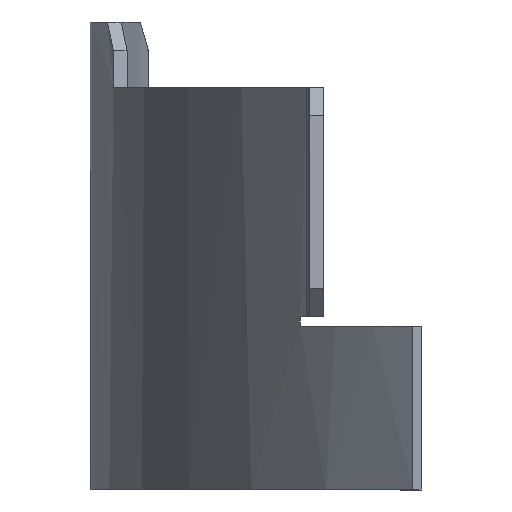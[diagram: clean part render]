
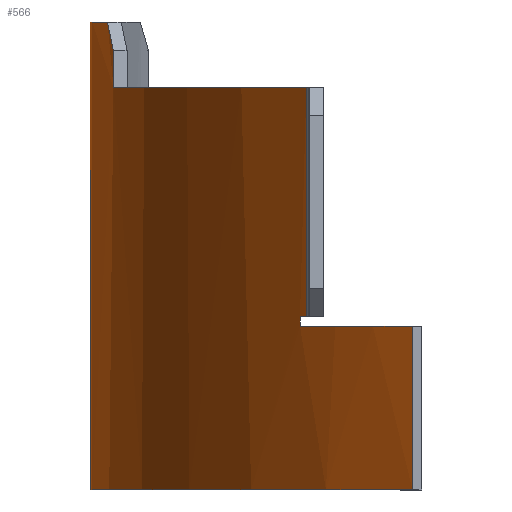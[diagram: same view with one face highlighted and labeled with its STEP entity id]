
A CAD part, left-side view. The second image highlights one B-rep face of the part: STEP entity #566.
In plain terms, the highlighted cylindrical face has radius 100 mm (diameter 200 mm), a partial arc.
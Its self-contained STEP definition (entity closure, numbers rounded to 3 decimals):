
#3 = VERTEX_POINT ( 'NONE', #141 ) ;
#8 = ORIENTED_EDGE ( 'NONE', *, *, #490, .F. ) ;
#11 = ORIENTED_EDGE ( 'NONE', *, *, #793, .T. ) ;
#14 = DIRECTION ( 'NONE',  ( 0., 0., -1. ) ) ;
#16 = LINE ( 'NONE', #472, #677 ) ;
#24 = ORIENTED_EDGE ( 'NONE', *, *, #695, .F. ) ;
#26 = CARTESIAN_POINT ( 'NONE',  ( 0., 0., 0. ) ) ;
#34 = ORIENTED_EDGE ( 'NONE', *, *, #625, .T. ) ;
#38 = AXIS2_PLACEMENT_3D ( 'NONE', #546, #556, #237 ) ;
#40 = AXIS2_PLACEMENT_3D ( 'NONE', #524, #410, #711 ) ;
#43 = EDGE_CURVE ( 'NONE', #544, #325, #106, .T. ) ;
#68 = EDGE_CURVE ( 'NONE', #468, #654, #283, .T. ) ;
#102 = B_SPLINE_CURVE_WITH_KNOTS ( 'NONE', 3,
 ( #146, #400, #597, #395 ),
 .UNSPECIFIED., .F., .F.,
 ( 4, 4 ),
 ( 0., 6. ),
 .UNSPECIFIED. ) ;
#106 = B_SPLINE_CURVE_WITH_KNOTS ( 'NONE', 3,
 ( #322, #320, #586, #512 ),
 .UNSPECIFIED., .F., .F.,
 ( 4, 4 ),
 ( -6., 0. ),
 .UNSPECIFIED. ) ;
#116 = CARTESIAN_POINT ( 'NONE',  ( -75.578, 65.482, 0. ) ) ;
#118 = CARTESIAN_POINT ( 'NONE',  ( -63.196, 77.5, 18. ) ) ;
#123 = ORIENTED_EDGE ( 'NONE', *, *, #401, .T. ) ;
#134 = DIRECTION ( 'NONE',  ( 0., 0., 1. ) ) ;
#141 = CARTESIAN_POINT ( 'NONE',  ( -75.578, 65.482, 17.5 ) ) ;
#146 = CARTESIAN_POINT ( 'NONE',  ( -19.562, 98.068, 50. ) ) ;
#185 = CARTESIAN_POINT ( 'NONE',  ( 30.902, 95.106, 0. ) ) ;
#188 = EDGE_CURVE ( 'NONE', #511, #3, #752, .T. ) ;
#191 = CARTESIAN_POINT ( 'NONE',  ( -64.016, 76.824, 8.75 ) ) ;
#196 = EDGE_CURVE ( 'NONE', #3, #784, #16, .T. ) ;
#205 = VERTEX_POINT ( 'NONE', #722 ) ;
#237 = DIRECTION ( 'NONE',  ( 1., 0., 0. ) ) ;
#252 = ORIENTED_EDGE ( 'NONE', *, *, #43, .F. ) ;
#256 = CARTESIAN_POINT ( 'NONE',  ( 30.902, 95.106, 47. ) ) ;
#269 = CARTESIAN_POINT ( 'NONE',  ( -22.495, 97.437, 43. ) ) ;
#278 = CARTESIAN_POINT ( 'NONE',  ( 0., 0., 50. ) ) ;
#283 = LINE ( 'NONE', #607, #548 ) ;
#286 = EDGE_CURVE ( 'NONE', #758, #468, #102, .T. ) ;
#297 = DIRECTION ( 'NONE',  ( 1., 0., 0. ) ) ;
#306 = DIRECTION ( 'NONE',  ( 0., 0., 1. ) ) ;
#307 = EDGE_LOOP ( 'NONE', ( #745, #696, #123, #11, #757, #24, #518, #606, #479, #252, #8, #34 ) ) ;
#320 = CARTESIAN_POINT ( 'NONE',  ( 29.951, 95.415, 48. ) ) ;
#321 = CARTESIAN_POINT ( 'NONE',  ( -22.495, 97.437, 47. ) ) ;
#322 = CARTESIAN_POINT ( 'NONE',  ( 30.902, 95.106, 47. ) ) ;
#325 = VERTEX_POINT ( 'NONE', #367 ) ;
#334 = DIRECTION ( 'NONE',  ( 1., 0., 0. ) ) ;
#347 = CIRCLE ( 'NONE', #789, 100. ) ;
#356 = DIRECTION ( 'NONE',  ( 0., 0., -1. ) ) ;
#360 = CARTESIAN_POINT ( 'NONE',  ( -64.016, 76.824, 18.5 ) ) ;
#364 = VECTOR ( 'NONE', #437, 1000. ) ;
#366 = CARTESIAN_POINT ( 'NONE',  ( -19.562, 98.068, 50. ) ) ;
#367 = CARTESIAN_POINT ( 'NONE',  ( 28.035, 95.99, 50. ) ) ;
#368 = CARTESIAN_POINT ( 'NONE',  ( 0., 0., 18.5 ) ) ;
#395 = CARTESIAN_POINT ( 'NONE',  ( -22.495, 97.437, 47. ) ) ;
#399 = DIRECTION ( 'NONE',  ( 0., 0., 1. ) ) ;
#400 = CARTESIAN_POINT ( 'NONE',  ( -20.543, 97.872, 49. ) ) ;
#401 = EDGE_CURVE ( 'NONE', #511, #205, #612, .T. ) ;
#407 = VERTEX_POINT ( 'NONE', #360 ) ;
#410 = DIRECTION ( 'NONE',  ( 0., 0., -1. ) ) ;
#421 = DIRECTION ( 'NONE',  ( 0., 0., 1. ) ) ;
#437 = DIRECTION ( 'NONE',  ( 0., 0., 1. ) ) ;
#440 = EDGE_CURVE ( 'NONE', #407, #655, #442, .T. ) ;
#442 = LINE ( 'NONE', #191, #699 ) ;
#452 = DIRECTION ( 'NONE',  ( 1., 0., 0. ) ) ;
#465 = CYLINDRICAL_SURFACE ( 'NONE', #40, 100. ) ;
#468 = VERTEX_POINT ( 'NONE', #321 ) ;
#472 = CARTESIAN_POINT ( 'NONE',  ( -75.578, 65.482, 50. ) ) ;
#479 = ORIENTED_EDGE ( 'NONE', *, *, #687, .F. ) ;
#490 = EDGE_CURVE ( 'NONE', #800, #544, #818, .T. ) ;
#502 = CARTESIAN_POINT ( 'NONE',  ( 30.902, 95.106, 23.5 ) ) ;
#511 = VERTEX_POINT ( 'NONE', #821 ) ;
#512 = CARTESIAN_POINT ( 'NONE',  ( 28.035, 95.99, 50. ) ) ;
#518 = ORIENTED_EDGE ( 'NONE', *, *, #68, .F. ) ;
#524 = CARTESIAN_POINT ( 'NONE',  ( 0., 0., 8.75 ) ) ;
#544 = VERTEX_POINT ( 'NONE', #256 ) ;
#546 = CARTESIAN_POINT ( 'NONE',  ( 0., 0., 43. ) ) ;
#548 = VECTOR ( 'NONE', #14, 1000. ) ;
#556 = DIRECTION ( 'NONE',  ( 0., 0., 1. ) ) ;
#566 = ADVANCED_FACE ( 'NONE', ( #816 ), #465, .T. ) ;
#569 = AXIS2_PLACEMENT_3D ( 'NONE', #715, #667, #334 ) ;
#582 = DIRECTION ( 'NONE',  ( 0., 0., 1. ) ) ;
#583 = VECTOR ( 'NONE', #421, 1000. ) ;
#586 = CARTESIAN_POINT ( 'NONE',  ( 28.995, 95.709, 49. ) ) ;
#597 = CARTESIAN_POINT ( 'NONE',  ( -21.521, 97.662, 48. ) ) ;
#606 = ORIENTED_EDGE ( 'NONE', *, *, #286, .F. ) ;
#607 = CARTESIAN_POINT ( 'NONE',  ( -22.495, 97.437, 45. ) ) ;
#611 = DIRECTION ( 'NONE',  ( 1., 0., 0. ) ) ;
#612 = LINE ( 'NONE', #118, #583 ) ;
#625 = EDGE_CURVE ( 'NONE', #800, #784, #637, .T. ) ;
#635 = CIRCLE ( 'NONE', #678, 100. ) ;
#637 = CIRCLE ( 'NONE', #754, 100. ) ;
#654 = VERTEX_POINT ( 'NONE', #269 ) ;
#655 = VERTEX_POINT ( 'NONE', #726 ) ;
#667 = DIRECTION ( 'NONE',  ( 0., 0., 1. ) ) ;
#677 = VECTOR ( 'NONE', #356, 1000. ) ;
#678 = AXIS2_PLACEMENT_3D ( 'NONE', #368, #306, #611 ) ;
#687 = EDGE_CURVE ( 'NONE', #325, #758, #347, .T. ) ;
#695 = EDGE_CURVE ( 'NONE', #654, #655, #813, .T. ) ;
#696 = ORIENTED_EDGE ( 'NONE', *, *, #188, .F. ) ;
#699 = VECTOR ( 'NONE', #134, 1000. ) ;
#711 = DIRECTION ( 'NONE',  ( -0.777, 0.63, 0. ) ) ;
#715 = CARTESIAN_POINT ( 'NONE',  ( 0., 0., 17.5 ) ) ;
#722 = CARTESIAN_POINT ( 'NONE',  ( -63.196, 77.5, 18.5 ) ) ;
#726 = CARTESIAN_POINT ( 'NONE',  ( -64.016, 76.824, 43. ) ) ;
#745 = ORIENTED_EDGE ( 'NONE', *, *, #196, .F. ) ;
#752 = CIRCLE ( 'NONE', #569, 100. ) ;
#754 = AXIS2_PLACEMENT_3D ( 'NONE', #26, #399, #452 ) ;
#757 = ORIENTED_EDGE ( 'NONE', *, *, #440, .T. ) ;
#758 = VERTEX_POINT ( 'NONE', #366 ) ;
#784 = VERTEX_POINT ( 'NONE', #116 ) ;
#789 = AXIS2_PLACEMENT_3D ( 'NONE', #278, #582, #297 ) ;
#793 = EDGE_CURVE ( 'NONE', #205, #407, #635, .T. ) ;
#800 = VERTEX_POINT ( 'NONE', #185 ) ;
#813 = CIRCLE ( 'NONE', #38, 100. ) ;
#816 = FACE_OUTER_BOUND ( 'NONE', #307, .T. ) ;
#818 = LINE ( 'NONE', #502, #364 ) ;
#821 = CARTESIAN_POINT ( 'NONE',  ( -63.196, 77.5, 17.5 ) ) ;
